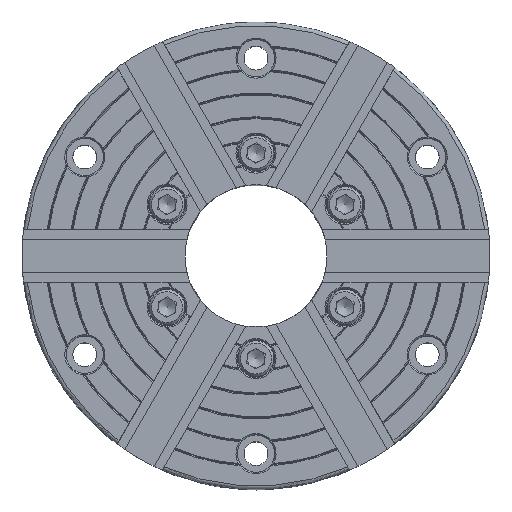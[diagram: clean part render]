
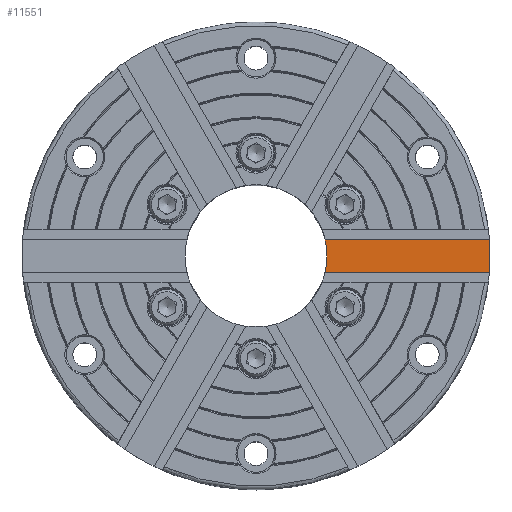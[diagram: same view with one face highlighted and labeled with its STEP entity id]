
A CAD part, top view. The second image highlights one B-rep face of the part: STEP entity #11551.
In plain terms, the highlighted planar face has unit normal (0, 0, 1).
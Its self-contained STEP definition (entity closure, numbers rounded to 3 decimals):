
#5962=CARTESIAN_POINT('',(35.327,-14.,-29.675));
#5963=VERTEX_POINT('',#5962);
#5970=CARTESIAN_POINT('',(35.327,14.,-29.675));
#5971=VERTEX_POINT('',#5970);
#5972=CARTESIAN_POINT('',(0.,0.,-29.675));
#5973=DIRECTION('',(0.0,0.0,-1.0));
#5974=DIRECTION('',(0.93,0.368,0.0));
#5975=AXIS2_PLACEMENT_3D('',#5972,#5973,#5974);
#5976=CIRCLE('',#5975,38.);
#5977=EDGE_CURVE('',#5971,#5963,#5976,.T.);
#6889=CARTESIAN_POINT('',(124.214,14.,-29.675));
#6890=VERTEX_POINT('',#6889);
#6897=CARTESIAN_POINT('',(124.214,-14.,-29.675));
#6898=VERTEX_POINT('',#6897);
#6899=CARTESIAN_POINT('',(0.,0.,-29.675));
#6900=DIRECTION('',(0.,0.,1.0));
#6901=DIRECTION('',(0.994,-0.112,0.));
#6902=AXIS2_PLACEMENT_3D('',#6899,#6900,#6901);
#6903=CIRCLE('',#6902,125.);
#6904=EDGE_CURVE('',#6898,#6890,#6903,.T.);
#11524=CARTESIAN_POINT('',(124.214,-14.,-29.675));
#11525=DIRECTION('',(-1.0,0.0,0.0));
#11526=VECTOR('',#11525,1.0);
#11527=LINE('',#11524,#11526);
#11528=EDGE_CURVE('',#6898,#5963,#11527,.T.);
#11535=CARTESIAN_POINT('',(30.844,15.4,-29.675));
#11536=DIRECTION('',(0.0,0.0,1.0));
#11537=DIRECTION('',(0.0,-1.0,0.0));
#11538=AXIS2_PLACEMENT_3D('',#11535,#11536,#11537);
#11539=PLANE('',#11538);
#11540=ORIENTED_EDGE('',*,*,#6904,.T.);
#11541=CARTESIAN_POINT('',(124.214,14.,-29.675));
#11542=DIRECTION('',(-1.0,0.0,0.0));
#11543=VECTOR('',#11542,1.0);
#11544=LINE('',#11541,#11543);
#11545=EDGE_CURVE('',#6890,#5971,#11544,.T.);
#11546=ORIENTED_EDGE('',*,*,#11545,.T.);
#11547=ORIENTED_EDGE('',*,*,#5977,.T.);
#11548=ORIENTED_EDGE('',*,*,#11528,.F.);
#11549=EDGE_LOOP('',(#11540,#11546,#11547,#11548));
#11550=FACE_OUTER_BOUND('',#11549,.T.);
#11551=ADVANCED_FACE('',(#11550),#11539,.T.);
